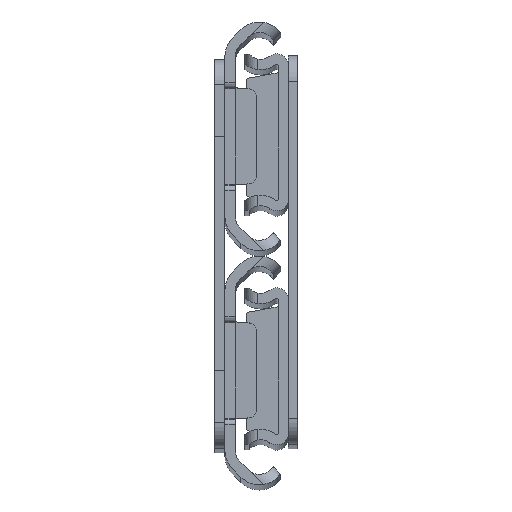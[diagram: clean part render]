
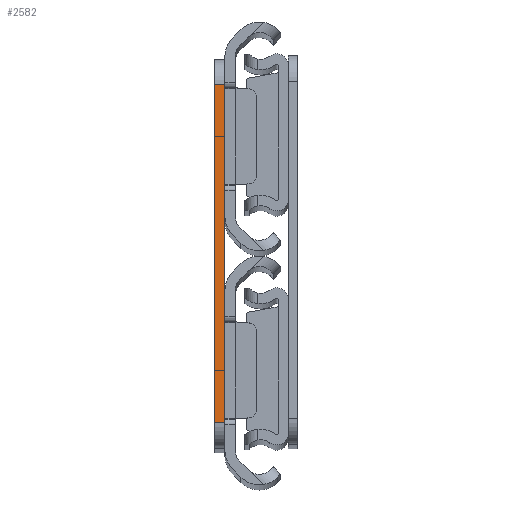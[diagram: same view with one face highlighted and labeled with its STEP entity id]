
A CAD part, top view. The second image highlights one B-rep face of the part: STEP entity #2582.
In plain terms, the highlighted planar face has unit normal (0, 0, 1).
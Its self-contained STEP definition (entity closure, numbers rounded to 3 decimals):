
#24 = EDGE_CURVE ( 'NONE', #6292, #6994, #259, .T. ) ;
#259 = LINE ( 'NONE', #6970, #5876 ) ;
#604 = CARTESIAN_POINT ( 'NONE',  ( 0., -26., 0. ) ) ;
#629 = VECTOR ( 'NONE', #3494, 1000. ) ;
#805 = ORIENTED_EDGE ( 'NONE', *, *, #24, .T. ) ;
#854 = EDGE_CURVE ( 'NONE', #2822, #5494, #4097, .T. ) ;
#1441 = CARTESIAN_POINT ( 'NONE',  ( -1.6, 26., 0. ) ) ;
#1712 = PLANE ( 'NONE',  #4390 ) ;
#1831 = CARTESIAN_POINT ( 'NONE',  ( -1.6, 0., 0. ) ) ;
#2456 = ORIENTED_EDGE ( 'NONE', *, *, #854, .T. ) ;
#2582 = ADVANCED_FACE ( 'NONE', ( #5441 ), #1712, .T. ) ;
#2822 = VERTEX_POINT ( 'NONE', #6979 ) ;
#3027 = DIRECTION ( 'NONE',  ( 0., -1., 0. ) ) ;
#3107 = LINE ( 'NONE', #6146, #6237 ) ;
#3125 = VECTOR ( 'NONE', #6153, 1000. ) ;
#3151 = LINE ( 'NONE', #7388, #3125 ) ;
#3375 = ORIENTED_EDGE ( 'NONE', *, *, #4006, .T. ) ;
#3413 = DIRECTION ( 'NONE',  ( 1., 0., 0. ) ) ;
#3494 = DIRECTION ( 'NONE',  ( -1., 0., 0. ) ) ;
#3554 = DIRECTION ( 'NONE',  ( 1., 0., 0. ) ) ;
#3948 = CARTESIAN_POINT ( 'NONE',  ( -1.6, -26., 0. ) ) ;
#4006 = EDGE_CURVE ( 'NONE', #5494, #6292, #3107, .T. ) ;
#4097 = LINE ( 'NONE', #6527, #629 ) ;
#4390 = AXIS2_PLACEMENT_3D ( 'NONE', #1831, #7875, #3554 ) ;
#4822 = EDGE_CURVE ( 'NONE', #2822, #6994, #3151, .T. ) ;
#5143 = EDGE_LOOP ( 'NONE', ( #3375, #805, #7184, #2456 ) ) ;
#5441 = FACE_OUTER_BOUND ( 'NONE', #5143, .T. ) ;
#5494 = VERTEX_POINT ( 'NONE', #1441 ) ;
#5876 = VECTOR ( 'NONE', #3413, 1000. ) ;
#6146 = CARTESIAN_POINT ( 'NONE',  ( -1.6, 0., 0. ) ) ;
#6153 = DIRECTION ( 'NONE',  ( 0., -1., 0. ) ) ;
#6237 = VECTOR ( 'NONE', #3027, 1000. ) ;
#6292 = VERTEX_POINT ( 'NONE', #3948 ) ;
#6527 = CARTESIAN_POINT ( 'NONE',  ( -1.6, 26., 0. ) ) ;
#6970 = CARTESIAN_POINT ( 'NONE',  ( -1.6, -26., 0. ) ) ;
#6979 = CARTESIAN_POINT ( 'NONE',  ( 0., 26., 0. ) ) ;
#6994 = VERTEX_POINT ( 'NONE', #604 ) ;
#7184 = ORIENTED_EDGE ( 'NONE', *, *, #4822, .F. ) ;
#7388 = CARTESIAN_POINT ( 'NONE',  ( 0., 0., 0. ) ) ;
#7875 = DIRECTION ( 'NONE',  ( 0., 0., 1. ) ) ;
